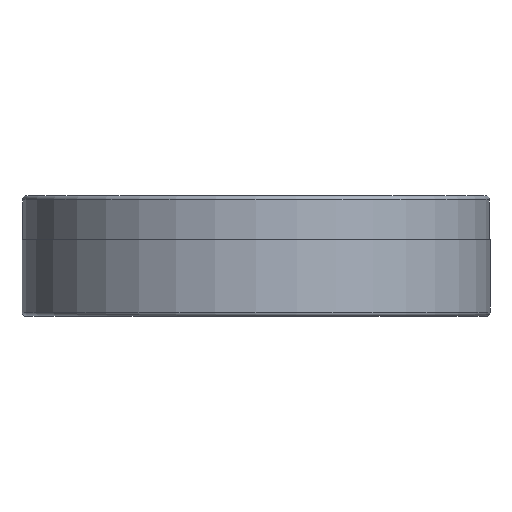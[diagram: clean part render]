
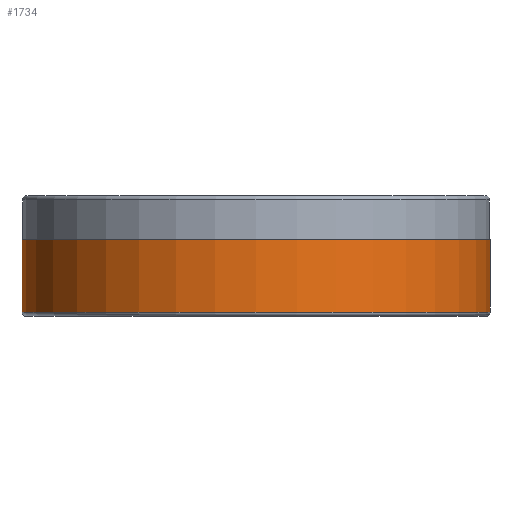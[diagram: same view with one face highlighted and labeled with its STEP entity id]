
A CAD part, front view. The second image highlights one B-rep face of the part: STEP entity #1734.
In plain terms, the highlighted cylindrical face has radius 10.65 mm (diameter 21.3 mm), a full revolution.
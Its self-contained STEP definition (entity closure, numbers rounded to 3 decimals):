
#399=CYLINDRICAL_SURFACE('',#1898,10.65);
#424=ORIENTED_EDGE('',*,*,#882,.T.);
#425=ORIENTED_EDGE('',*,*,#874,.T.);
#874=EDGE_CURVE('',#1103,#1103,#1271,.T.);
#882=EDGE_CURVE('',#1111,#1111,#1279,.F.);
#1103=VERTEX_POINT('',#2498);
#1111=VERTEX_POINT('',#2516);
#1271=CIRCLE('',#1889,10.65);
#1279=CIRCLE('',#1899,10.65);
#1325=EDGE_LOOP('',(#424));
#1326=EDGE_LOOP('',(#425));
#1496=FACE_BOUND('',#1325,.T.);
#1497=FACE_BOUND('',#1326,.T.);
#1734=ADVANCED_FACE('',(#1496,#1497),#399,.T.);
#1889=AXIS2_PLACEMENT_3D('',#2497,#2045,#2046);
#1898=AXIS2_PLACEMENT_3D('',#2514,#2063,#2064);
#1899=AXIS2_PLACEMENT_3D('',#2515,#2065,#2066);
#2045=DIRECTION('',(0.,0.,-1.));
#2046=DIRECTION('',(1.,0.,0.));
#2063=DIRECTION('',(0.,0.,-1.));
#2064=DIRECTION('',(-1.,0.,0.));
#2065=DIRECTION('',(0.,0.,-1.));
#2066=DIRECTION('',(-1.,0.,0.));
#2497=CARTESIAN_POINT('',(0.,0.,3.5));
#2498=CARTESIAN_POINT('',(10.65,0.,3.5));
#2514=CARTESIAN_POINT('',(0.,0.,3.5));
#2515=CARTESIAN_POINT('',(0.,0.,0.2));
#2516=CARTESIAN_POINT('',(-10.65,0.,0.2));
